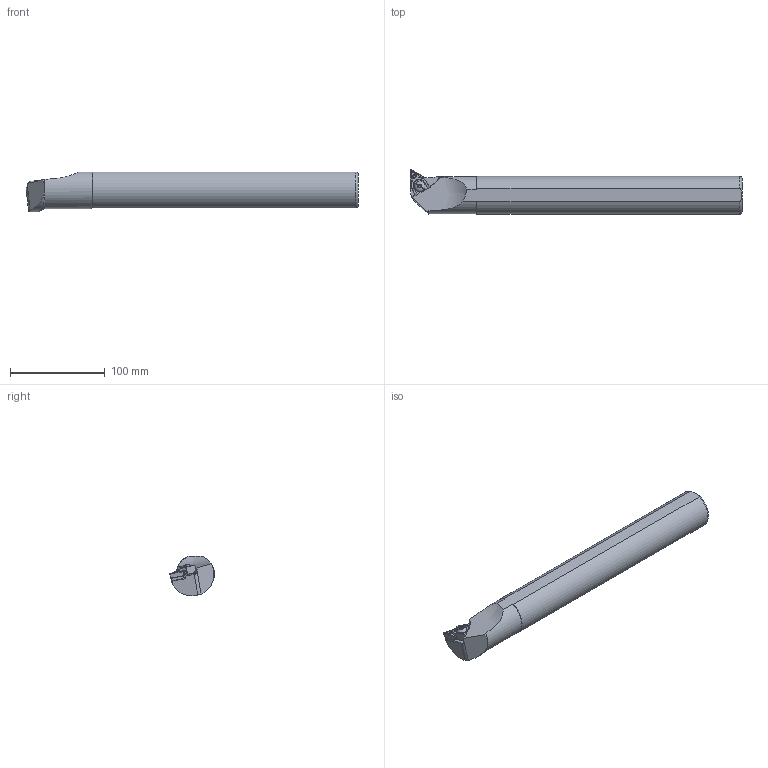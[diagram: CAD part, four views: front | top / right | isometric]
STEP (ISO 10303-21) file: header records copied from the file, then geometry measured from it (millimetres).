
FILE_DESCRIPTION (( 'STEP AP214' ), '1' );
FILE_NAME ('S40U-MTFNL-16-LIGHT.STP', '2023-10-23T09:56:12', ( '' ), ( '' ), 'SwSTEP 2.0', 'SolidWorks 2018', '' );
FILE_SCHEMA (( 'AUTOMOTIVE_DESIGN' ));
Length unit declared in the file: millimetre
Products named in the file (1): S40U-MTFNL-16-LIGHT
Bounding box: 350 x 47 x 41.99 mm (x, y, z)
Volume: 413049.1 mm3; surface area: 46785.1 mm2
Topology: 2 solids, 3 shells, 228 faces, 573 edges, 353 vertices
Faces by surface type: plane 104, cylinder 58, cone 32, torus 21, bspline 11, sphere 2
Entity records: 9360 total; most frequent: CARTESIAN_POINT 3099, ORIENTED_EDGE 1130, DIRECTION 1044, EDGE_CURVE 565, AXIS2_PLACEMENT_3D 385, VERTEX_POINT 353, LINE 274, VECTOR 274
